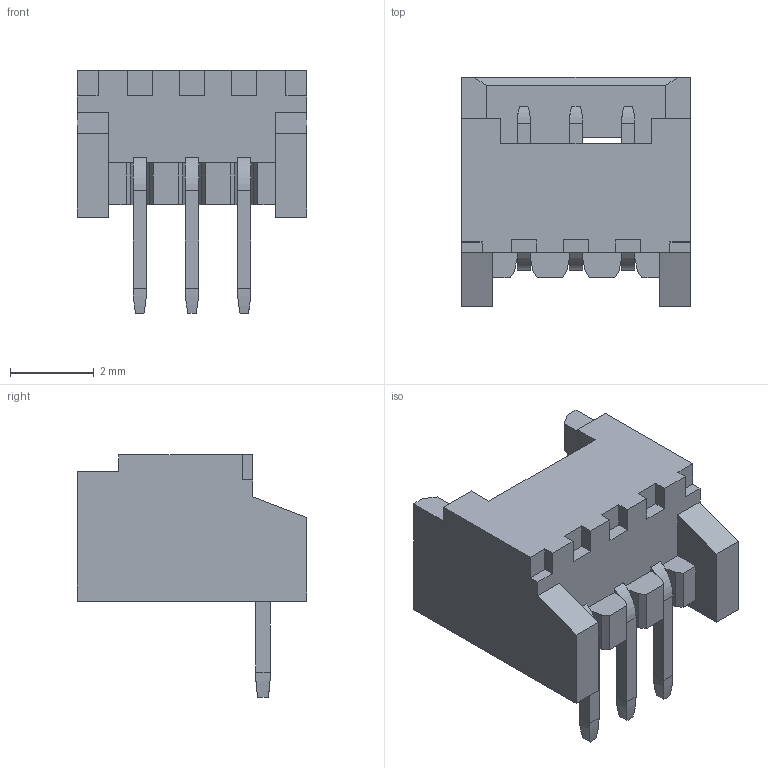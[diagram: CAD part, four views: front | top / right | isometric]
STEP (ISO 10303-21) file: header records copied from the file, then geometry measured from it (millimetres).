
FILE_DESCRIPTION(/* description */ (''),/* implementation_level */ '2;1');
FILE_NAME(/* name */ '5f47ff81c8984114f0e8372d',/* time_stamp */ '2020-08-27T18:46:26+00:00',/* author */ (''),/* organization */ (''),/* preprocessor_version */ 'ST-DEVELOPER v16.7',/* originating_system */ $,/* authorisation */ $);
FILE_SCHEMA (('AUTOMOTIVE_DESIGN {1 0 10303 214 3 1 1}'));
Length unit declared in the file: metre
Products named in the file (1): molex_1x3_1.25mm_right_0530480310
Bounding box: 5.5 x 5.5 x 5.8 mm (x, y, z)
Volume: 48 mm3; surface area: 185.7 mm2
Topology: 1 solids, 1 shells, 141 faces, 378 edges, 242 vertices
Faces by surface type: plane 114, cylinder 15, bspline 12
Entity records: 5049 total; most frequent: CARTESIAN_POINT 1194, ORIENTED_EDGE 756, DIRECTION 620, EDGE_CURVE 378, LINE 324, VECTOR 324, VERTEX_POINT 242, AXIS2_PLACEMENT_3D 148
